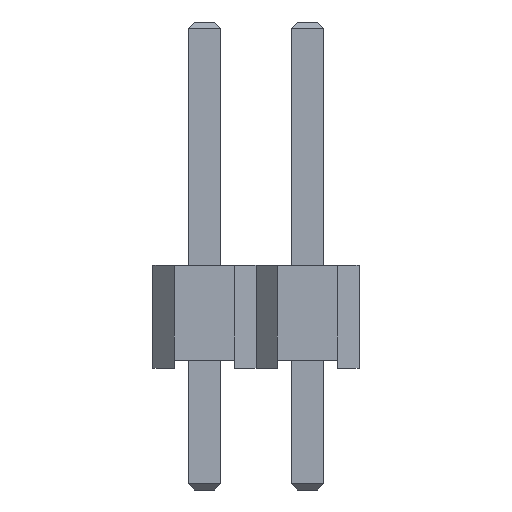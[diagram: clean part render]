
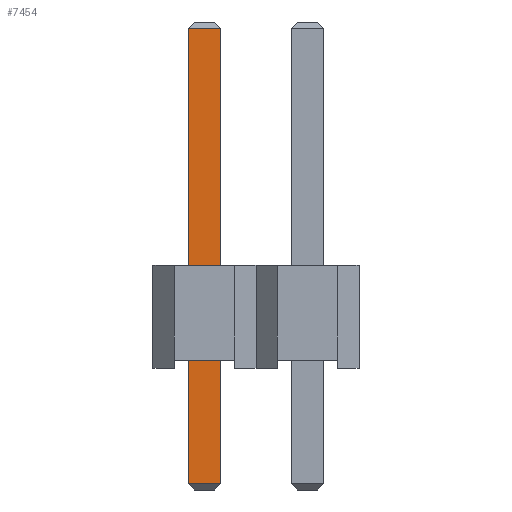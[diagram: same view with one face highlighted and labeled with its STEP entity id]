
A CAD part, front view. The second image highlights one B-rep face of the part: STEP entity #7454.
In plain terms, the highlighted planar face has unit normal (0, -1, 0).
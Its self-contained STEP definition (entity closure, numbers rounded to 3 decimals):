
#7042 = PLANE('',#7043);
#7043 = AXIS2_PLACEMENT_3D('',#7044,#7045,#7046);
#7044 = CARTESIAN_POINT('',(-0.4,-0.4,-3.));
#7045 = DIRECTION('',(-1.,0.,0.));
#7046 = DIRECTION('',(0.,1.,0.));
#7098 = PLANE('',#7099);
#7099 = AXIS2_PLACEMENT_3D('',#7100,#7101,#7102);
#7100 = CARTESIAN_POINT('',(0.4,0.4,-3.));
#7101 = DIRECTION('',(1.,0.,0.));
#7102 = DIRECTION('',(0.,-1.,0.));
#7139 = EDGE_CURVE('',#7140,#7142,#7144,.T.);
#7140 = VERTEX_POINT('',#7141);
#7141 = CARTESIAN_POINT('',(-0.4,-0.4,-2.85));
#7142 = VERTEX_POINT('',#7143);
#7143 = CARTESIAN_POINT('',(-0.4,-0.4,8.39));
#7144 = SURFACE_CURVE('',#7145,(#7149,#7156),.PCURVE_S1.);
#7145 = LINE('',#7146,#7147);
#7146 = CARTESIAN_POINT('',(-0.4,-0.4,-3.));
#7147 = VECTOR('',#7148,1.);
#7148 = DIRECTION('',(0.,0.,1.));
#7149 = PCURVE('',#7042,#7150);
#7150 = DEFINITIONAL_REPRESENTATION('',(#7151),#7155);
#7151 = LINE('',#7152,#7153);
#7152 = CARTESIAN_POINT('',(0.,0.));
#7153 = VECTOR('',#7154,1.);
#7154 = DIRECTION('',(0.,-1.));
#7155 = ( GEOMETRIC_REPRESENTATION_CONTEXT(2) 
PARAMETRIC_REPRESENTATION_CONTEXT() REPRESENTATION_CONTEXT('2D SPACE',''
  ) );
#7156 = PCURVE('',#7157,#7162);
#7157 = PLANE('',#7158);
#7158 = AXIS2_PLACEMENT_3D('',#7159,#7160,#7161);
#7159 = CARTESIAN_POINT('',(0.4,-0.4,-3.));
#7160 = DIRECTION('',(0.,-1.,0.));
#7161 = DIRECTION('',(-1.,0.,0.));
#7162 = DEFINITIONAL_REPRESENTATION('',(#7163),#7167);
#7163 = LINE('',#7164,#7165);
#7164 = CARTESIAN_POINT('',(0.8,0.));
#7165 = VECTOR('',#7166,1.);
#7166 = DIRECTION('',(0.,-1.));
#7167 = ( GEOMETRIC_REPRESENTATION_CONTEXT(2) 
PARAMETRIC_REPRESENTATION_CONTEXT() REPRESENTATION_CONTEXT('2D SPACE',''
  ) );
#7389 = VERTEX_POINT('',#7390);
#7390 = CARTESIAN_POINT('',(0.4,-0.4,8.39));
#7411 = EDGE_CURVE('',#7412,#7389,#7414,.T.);
#7412 = VERTEX_POINT('',#7413);
#7413 = CARTESIAN_POINT('',(0.4,-0.4,-2.85));
#7414 = SURFACE_CURVE('',#7415,(#7419,#7426),.PCURVE_S1.);
#7415 = LINE('',#7416,#7417);
#7416 = CARTESIAN_POINT('',(0.4,-0.4,-3.));
#7417 = VECTOR('',#7418,1.);
#7418 = DIRECTION('',(0.,0.,1.));
#7419 = PCURVE('',#7098,#7420);
#7420 = DEFINITIONAL_REPRESENTATION('',(#7421),#7425);
#7421 = LINE('',#7422,#7423);
#7422 = CARTESIAN_POINT('',(0.8,0.));
#7423 = VECTOR('',#7424,1.);
#7424 = DIRECTION('',(0.,-1.));
#7425 = ( GEOMETRIC_REPRESENTATION_CONTEXT(2) 
PARAMETRIC_REPRESENTATION_CONTEXT() REPRESENTATION_CONTEXT('2D SPACE',''
  ) );
#7426 = PCURVE('',#7157,#7427);
#7427 = DEFINITIONAL_REPRESENTATION('',(#7428),#7432);
#7428 = LINE('',#7429,#7430);
#7429 = CARTESIAN_POINT('',(0.,0.));
#7430 = VECTOR('',#7431,1.);
#7431 = DIRECTION('',(0.,-1.));
#7432 = ( GEOMETRIC_REPRESENTATION_CONTEXT(2) 
PARAMETRIC_REPRESENTATION_CONTEXT() REPRESENTATION_CONTEXT('2D SPACE',''
  ) );
#7454 = ADVANCED_FACE('',(#7455),#7157,.T.);
#7455 = FACE_BOUND('',#7456,.T.);
#7456 = EDGE_LOOP('',(#7457,#7458,#7484,#7485));
#7457 = ORIENTED_EDGE('',*,*,#7411,.T.);
#7458 = ORIENTED_EDGE('',*,*,#7459,.T.);
#7459 = EDGE_CURVE('',#7389,#7142,#7460,.T.);
#7460 = SURFACE_CURVE('',#7461,(#7465,#7472),.PCURVE_S1.);
#7461 = LINE('',#7462,#7463);
#7462 = CARTESIAN_POINT('',(0.4,-0.4,8.39));
#7463 = VECTOR('',#7464,1.);
#7464 = DIRECTION('',(-1.,0.,0.));
#7465 = PCURVE('',#7157,#7466);
#7466 = DEFINITIONAL_REPRESENTATION('',(#7467),#7471);
#7467 = LINE('',#7468,#7469);
#7468 = CARTESIAN_POINT('',(0.,-11.39));
#7469 = VECTOR('',#7470,1.);
#7470 = DIRECTION('',(1.,0.));
#7471 = ( GEOMETRIC_REPRESENTATION_CONTEXT(2) 
PARAMETRIC_REPRESENTATION_CONTEXT() REPRESENTATION_CONTEXT('2D SPACE',''
  ) );
#7472 = PCURVE('',#7473,#7478);
#7473 = PLANE('',#7474);
#7474 = AXIS2_PLACEMENT_3D('',#7475,#7476,#7477);
#7475 = CARTESIAN_POINT('',(0.4,-0.325,8.465));
#7476 = DIRECTION('',(0.,-0.707,0.707));
#7477 = DIRECTION('',(1.,0.,0.));
#7478 = DEFINITIONAL_REPRESENTATION('',(#7479),#7483);
#7479 = LINE('',#7480,#7481);
#7480 = CARTESIAN_POINT('',(0.,-0.106));
#7481 = VECTOR('',#7482,1.);
#7482 = DIRECTION('',(-1.,0.));
#7483 = ( GEOMETRIC_REPRESENTATION_CONTEXT(2) 
PARAMETRIC_REPRESENTATION_CONTEXT() REPRESENTATION_CONTEXT('2D SPACE',''
  ) );
#7484 = ORIENTED_EDGE('',*,*,#7139,.F.);
#7485 = ORIENTED_EDGE('',*,*,#7486,.F.);
#7486 = EDGE_CURVE('',#7412,#7140,#7487,.T.);
#7487 = SURFACE_CURVE('',#7488,(#7492,#7499),.PCURVE_S1.);
#7488 = LINE('',#7489,#7490);
#7489 = CARTESIAN_POINT('',(0.4,-0.4,-2.85));
#7490 = VECTOR('',#7491,1.);
#7491 = DIRECTION('',(-1.,0.,0.));
#7492 = PCURVE('',#7157,#7493);
#7493 = DEFINITIONAL_REPRESENTATION('',(#7494),#7498);
#7494 = LINE('',#7495,#7496);
#7495 = CARTESIAN_POINT('',(0.,-0.15));
#7496 = VECTOR('',#7497,1.);
#7497 = DIRECTION('',(1.,0.));
#7498 = ( GEOMETRIC_REPRESENTATION_CONTEXT(2) 
PARAMETRIC_REPRESENTATION_CONTEXT() REPRESENTATION_CONTEXT('2D SPACE',''
  ) );
#7499 = PCURVE('',#7500,#7505);
#7500 = PLANE('',#7501);
#7501 = AXIS2_PLACEMENT_3D('',#7502,#7503,#7504);
#7502 = CARTESIAN_POINT('',(0.4,-0.325,-2.925));
#7503 = DIRECTION('',(0.,0.707,0.707)
  );
#7504 = DIRECTION('',(1.,0.,0.));
#7505 = DEFINITIONAL_REPRESENTATION('',(#7506),#7510);
#7506 = LINE('',#7507,#7508);
#7507 = CARTESIAN_POINT('',(0.,-0.106));
#7508 = VECTOR('',#7509,1.);
#7509 = DIRECTION('',(-1.,0.));
#7510 = ( GEOMETRIC_REPRESENTATION_CONTEXT(2) 
PARAMETRIC_REPRESENTATION_CONTEXT() REPRESENTATION_CONTEXT('2D SPACE',''
  ) );
